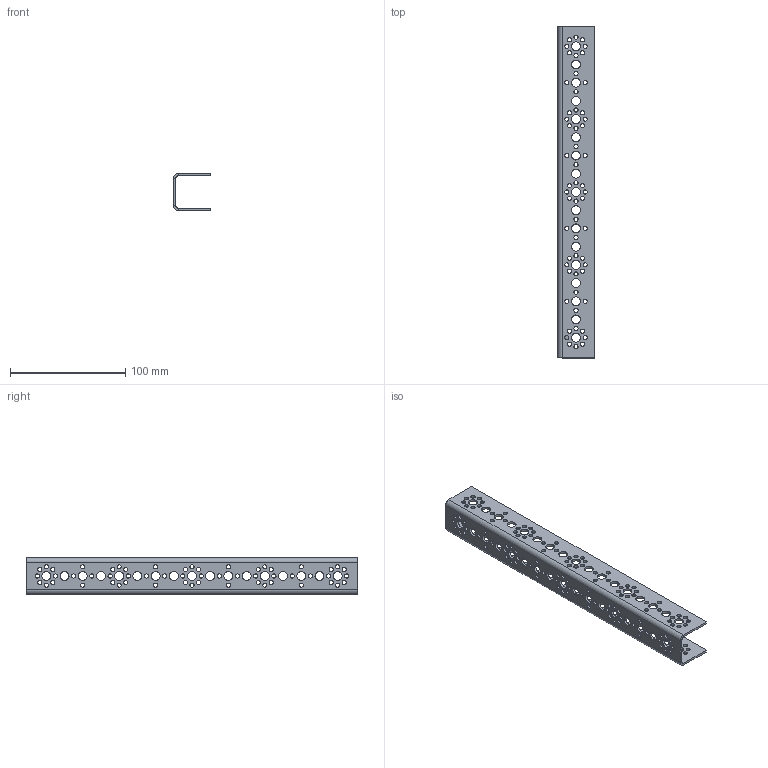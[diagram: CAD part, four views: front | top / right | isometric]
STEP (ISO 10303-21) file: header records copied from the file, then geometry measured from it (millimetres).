
FILE_DESCRIPTION(/* description */ (''),/* implementation_level */ '2;1');
FILE_NAME(/* name */ 'AL 28.8L Extrude.step',/* time_stamp */ '2025-11-30T13:23:45+05:30',/* author */ (''),/* organization */ (''),/* preprocessor_version */ 'ST-DEVELOPER v20.1',/* originating_system */ 'Autodesk Translation Framework v14.21.0.0',/* authorisation */ '');
FILE_SCHEMA (('AUTOMOTIVE_DESIGN { 1 0 10303 214 3 1 1 }'));
Length unit declared in the file: millimetre
Products named in the file (1): AL 28.8L Extrude
Bounding box: 32 x 288 x 32 mm (x, y, z)
Volume: 43235 mm3; surface area: 51021.6 mm2
Topology: 1 solids, 1 shells, 240 faces, 698 edges, 460 vertices
Faces by surface type: cylinder 222, plane 18
Full cylindrical faces by diameter (mm): 3.6 x167, 7.8 x51
Entity records: 9083 total; most frequent: DIRECTION 1624, CARTESIAN_POINT 1399, ORIENTED_EDGE 1396, EDGE_CURVE 698, AXIS2_PLACEMENT_3D 685, EDGE_LOOP 676, VERTEX_POINT 460, CIRCLE 444
